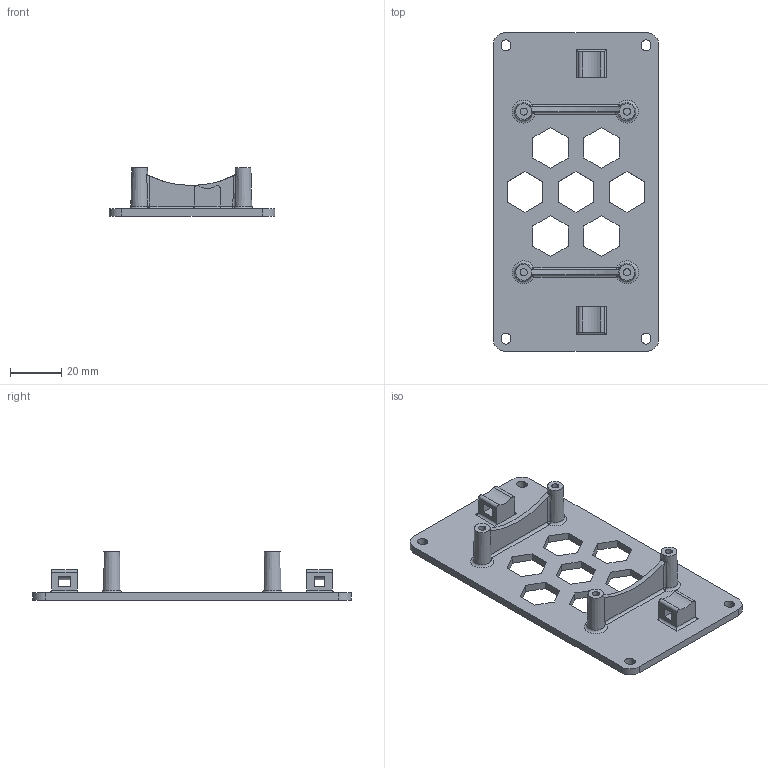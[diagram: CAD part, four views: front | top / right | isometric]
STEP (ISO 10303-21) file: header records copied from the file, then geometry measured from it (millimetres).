
FILE_DESCRIPTION(/* description */ (''),/* implementation_level */ '2;1');
FILE_NAME(/* name */ 'Lower Bay - DROK 5A Buck with LED.step',/* time_stamp */ '2022-07-31T02:45:52-05:00',/* author */ (''),/* organization */ (''),/* preprocessor_version */ 'ST-DEVELOPER v19',/* originating_system */ 'Autodesk Translation Framework v11.7.0.108',/* authorisation */ '');
FILE_SCHEMA (('AUTOMOTIVE_DESIGN { 1 0 10303 214 3 1 1 }'));
Length unit declared in the file: millimetre
Products named in the file (2): DROK 5A LED Bucks; Single Buck
Assembly tree (1 placements, depth 2):
  DROK 5A LED Bucks
    Single Buck
Bounding box: 65 x 125 x 19 mm (x, y, z)
Volume: 25537.8 mm3; surface area: 19730.4 mm2
Topology: 1 solids, 1 shells, 142 faces, 375 edges, 243 vertices
Faces by surface type: plane 82, cylinder 36, bspline 8, sphere 8, torus 4, cone 4
Full cylindrical faces by diameter (mm): 2.8 x4
Entity records: 4681 total; most frequent: CARTESIAN_POINT 1068, ORIENTED_EDGE 750, DIRECTION 710, EDGE_CURVE 375, VERTEX_POINT 243, LINE 240, VECTOR 240, AXIS2_PLACEMENT_3D 235
